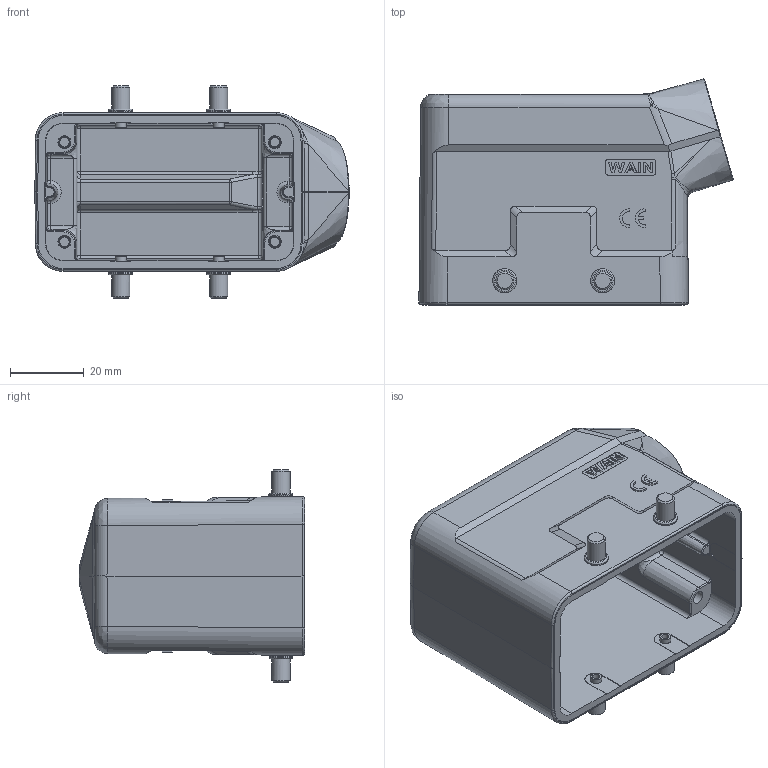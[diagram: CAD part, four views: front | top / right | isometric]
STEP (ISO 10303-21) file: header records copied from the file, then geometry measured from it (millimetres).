
FILE_DESCRIPTION(/* description */ (''),/* implementation_level */ '2;1');
FILE_NAME(/* name */ '25.stp',/* time_stamp */ '2024-03-21T20:31:29+08:00',/* author */ (''),/* organization */ (''),/* preprocessor_version */ 'ST-DEVELOPER v18.1',/* originating_system */ 'SIEMENS PLM Software NX 1980',/* authorisation */ '');
FILE_SCHEMA (('AP203_CONFIGURATION_CONTROLLED_3D_DESIGN_OF_MECHANICAL_PARTS_AND_ASSEMBLIES_MIM_LF { 1 0 10303 403 2 1 2}'));
Products named in the file (1): _model1
Bounding box: 85.1 x 61.21 x 57.5 mm (x, y, z)
Volume: 55009 mm3; surface area: 31484.8 mm2
Topology: 1 solids, 1 shells, 628 faces, 1632 edges, 1032 vertices
Faces by surface type: cylinder 263, plane 226, bspline 72, sphere 24, cone 23, torus 20
Full cylindrical faces by diameter (mm): 1.9 x4, 2.65 x112, 3 x4, 3.5 x4, 4.9 x4, 6.5 x4, 21 x1, 23.5 x1
Entity records: 46696 total; most frequent: CARTESIAN_POINT 35163, ORIENTED_EDGE 2420, DIRECTION 2209, EDGE_CURVE 1210, AXIS2_PLACEMENT_3D 789, VERTEX_POINT 784, LINE 631, VECTOR 631
